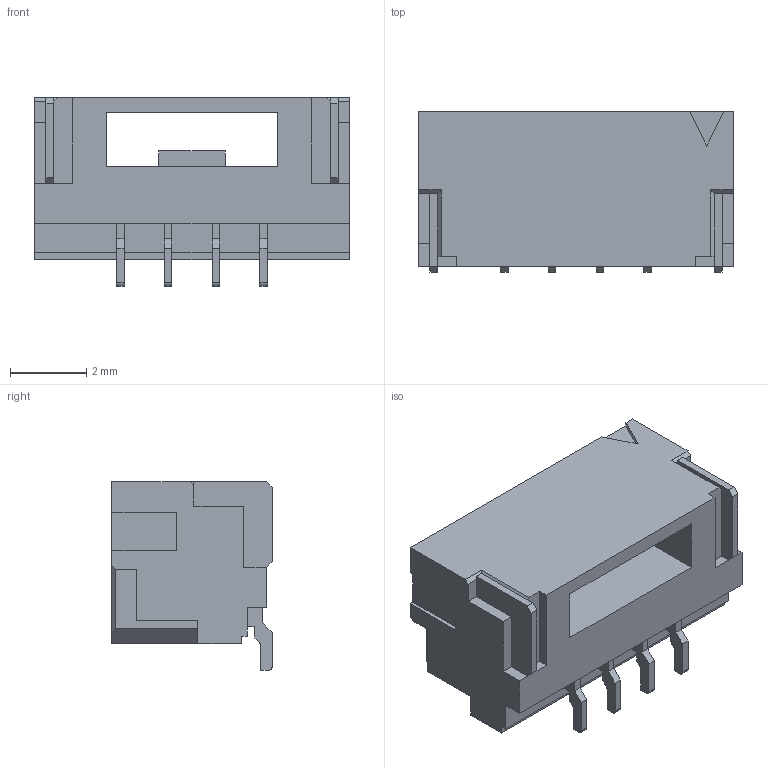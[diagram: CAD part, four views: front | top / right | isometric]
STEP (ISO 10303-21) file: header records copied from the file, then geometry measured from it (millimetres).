
FILE_DESCRIPTION (( 'STEP AP214' ), '1' );
FILE_NAME ('BM04B-GHS-TBT (LF)(SN)(N).STEP', '2023-11-17T08:56:55', ( '' ), ( '' ), 'SwSTEP 2.0', 'SolidWorks 2021', '' );
FILE_SCHEMA (( 'AUTOMOTIVE_DESIGN' ));
Length unit declared in the file: millimetre
Products named in the file (2): BMxxB-GHS-TBT_04; BM04B-GHS-TBT (LF)(SN)(N)
Assembly tree (1 placements, depth 2):
  BM04B-GHS-TBT (LF)(SN)(N)
    BMxxB-GHS-TBT_04
Bounding box: 8.25 x 4.2 x 4.95 mm (x, y, z)
Volume: 83.5 mm3; surface area: 302.6 mm2
Topology: 15 solids, 15 shells, 293 faces, 771 edges, 510 vertices
Faces by surface type: plane 281, cylinder 12
Entity records: 9049 total; most frequent: CARTESIAN_POINT 1578, ORIENTED_EDGE 1542, DIRECTION 1389, EDGE_CURVE 771, LINE 747, VECTOR 747, VERTEX_POINT 510, AXIS2_PLACEMENT_3D 321
